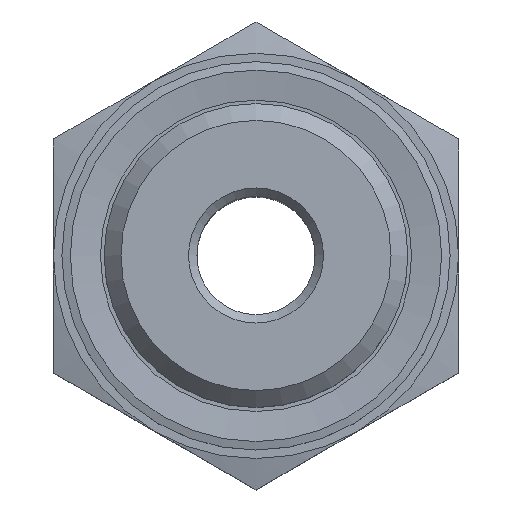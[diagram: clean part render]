
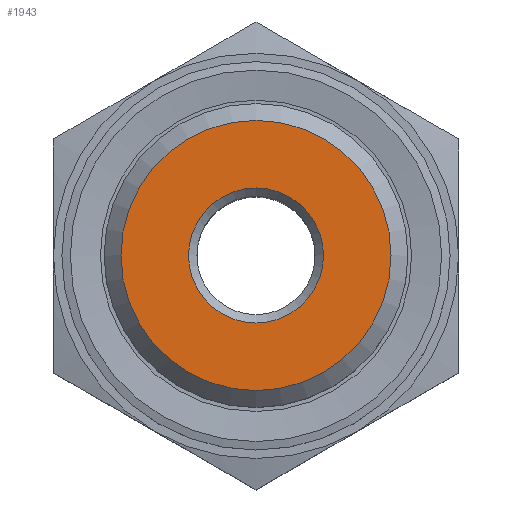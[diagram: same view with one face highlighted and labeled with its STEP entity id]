
A CAD part, top view. The second image highlights one B-rep face of the part: STEP entity #1943.
In plain terms, the highlighted planar face has unit normal (0, 0, 1).
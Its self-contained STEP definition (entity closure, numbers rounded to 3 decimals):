
#1912=CARTESIAN_POINT('',(4.0,0.,31.5));
#1913=VERTEX_POINT('',#1912);
#1914=CARTESIAN_POINT('',(0.0,0.0,31.5));
#1915=DIRECTION('',(0.0,0.0,1.0));
#1916=DIRECTION('',(-1.0,0.0,0.0));
#1917=AXIS2_PLACEMENT_3D('',#1914,#1915,#1916);
#1918=CIRCLE('',#1917,4.0);
#1919=EDGE_CURVE('',#1913,#1913,#1918,.T.);
#1924=CARTESIAN_POINT('',(0.,0.,31.5));
#1925=DIRECTION('',(0.0,0.0,1.0));
#1926=DIRECTION('',(1.0,0.0,0.0));
#1927=AXIS2_PLACEMENT_3D('',#1924,#1925,#1926);
#1928=PLANE('',#1927);
#1929=CARTESIAN_POINT('',(8.0,0.,31.5));
#1930=VERTEX_POINT('',#1929);
#1931=CARTESIAN_POINT('',(0.0,0.0,31.5));
#1932=DIRECTION('',(0.0,0.0,-1.0));
#1933=DIRECTION('',(-1.0,0.0,0.0));
#1934=AXIS2_PLACEMENT_3D('',#1931,#1932,#1933);
#1935=CIRCLE('',#1934,8.0);
#1936=EDGE_CURVE('',#1930,#1930,#1935,.T.);
#1937=ORIENTED_EDGE('',*,*,#1936,.F.);
#1938=EDGE_LOOP('',(#1937));
#1939=FACE_OUTER_BOUND('',#1938,.T.);
#1940=ORIENTED_EDGE('',*,*,#1919,.F.);
#1941=EDGE_LOOP('',(#1940));
#1942=FACE_BOUND('',#1941,.T.);
#1943=ADVANCED_FACE('',(#1939,#1942),#1928,.T.);
